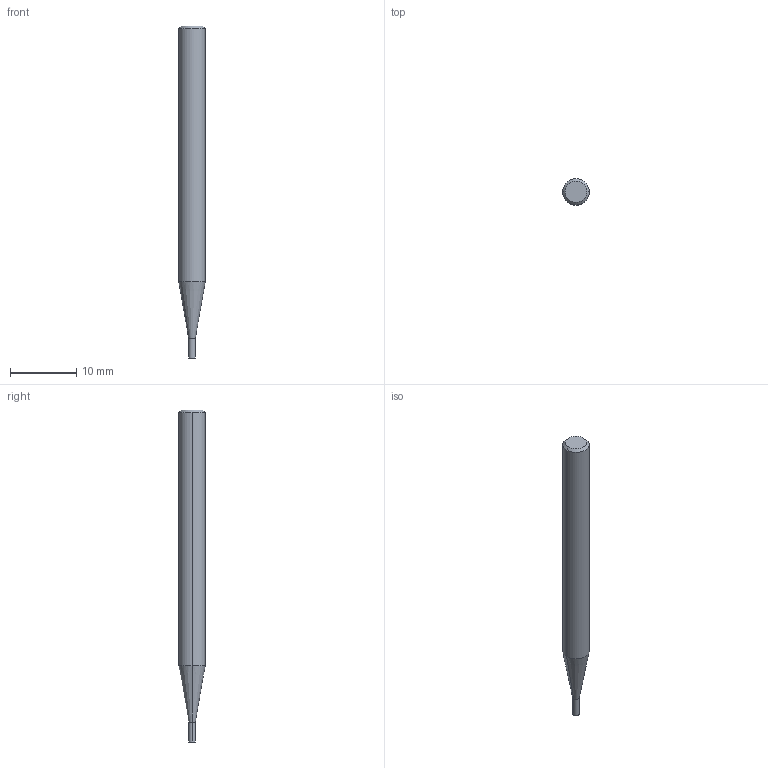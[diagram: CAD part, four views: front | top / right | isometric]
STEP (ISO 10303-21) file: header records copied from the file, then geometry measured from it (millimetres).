
FILE_DESCRIPTION (( 'STEP AP214' ), '1' );
FILE_NAME ('Micro_AMRM-010-2.STEP', '2021-09-01T17:11:57', ( '' ), ( '' ), 'SwSTEP 2.0', 'SolidWorks 2020', '' );
FILE_SCHEMA (( 'AUTOMOTIVE_DESIGN' ));
Length unit declared in the file: inch
Products named in the file (1): Micro_AMRM-010-2
Bounding box: 4 x 4 x 50 mm (x, y, z)
Volume: 531.9 mm3; surface area: 571.3 mm2
Topology: 1 solids, 1 shells, 10 faces, 18 edges, 10 vertices
Faces by surface type: cylinder 4, cone 4, plane 2
Entity records: 284 total; most frequent: DIRECTION 50, CARTESIAN_POINT 39, ORIENTED_EDGE 36, AXIS2_PLACEMENT_3D 21, EDGE_CURVE 18, ADVANCED_FACE 10, EDGE_LOOP 10, FACE_OUTER_BOUND 10
